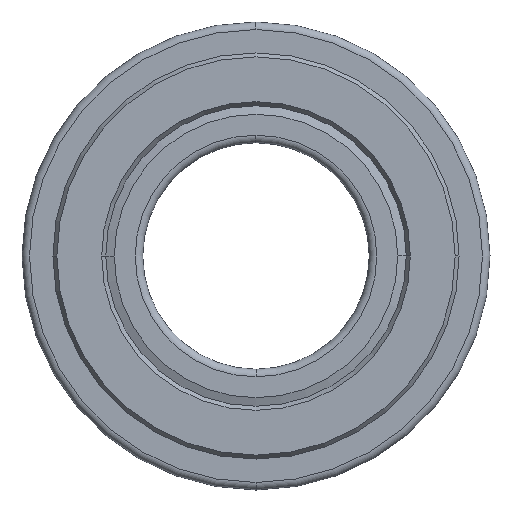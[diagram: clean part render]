
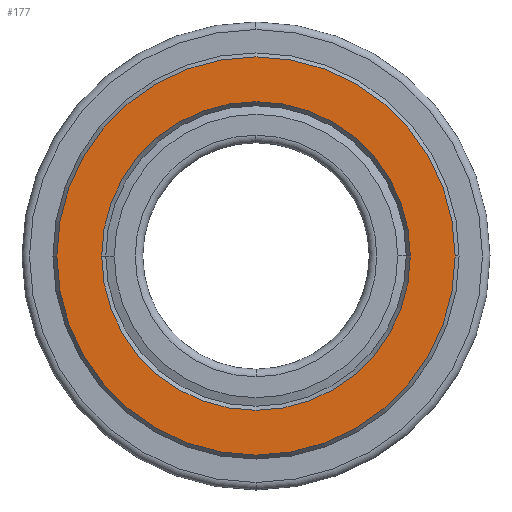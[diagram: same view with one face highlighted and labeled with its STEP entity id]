
A CAD part, left-side view. The second image highlights one B-rep face of the part: STEP entity #177.
In plain terms, the highlighted planar face has unit normal (-1, 0, 0).
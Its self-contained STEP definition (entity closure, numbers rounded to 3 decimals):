
#177=ADVANCED_FACE('',(#395,#396),#397,.T.);
#395=FACE_OUTER_BOUND('',#642,.T.);
#396=FACE_BOUND('',#643,.T.);
#397=PLANE('',#644);
#642=EDGE_LOOP('',(#1434,#1435));
#643=EDGE_LOOP('',(#1436,#1437));
#644=AXIS2_PLACEMENT_3D('',#1438,#1439,#1440);
#1434=ORIENTED_EDGE('',*,*,#1826,.F.);
#1435=ORIENTED_EDGE('',*,*,#1856,.F.);
#1436=ORIENTED_EDGE('',*,*,#1855,.T.);
#1437=ORIENTED_EDGE('',*,*,#1829,.T.);
#1438=CARTESIAN_POINT('',(0.,23.414,0.0));
#1439=DIRECTION('',(-1.0,0.0,0.0));
#1440=DIRECTION('',(0.0,-1.0,0.0));
#1826=EDGE_CURVE('',#2245,#2247,#2248,.T.);
#1829=EDGE_CURVE('',#2253,#2250,#2254,.T.);
#1855=EDGE_CURVE('',#2250,#2253,#2293,.T.);
#1856=EDGE_CURVE('',#2247,#2245,#2294,.T.);
#2245=VERTEX_POINT('',#2850);
#2247=VERTEX_POINT('',#2853);
#2248=CIRCLE('',#2854,26.379);
#2250=VERTEX_POINT('',#2857);
#2253=VERTEX_POINT('',#2861);
#2254=CIRCLE('',#2862,20.448);
#2293=CIRCLE('',#2912,20.448);
#2294=CIRCLE('',#2913,26.379);
#2850=CARTESIAN_POINT('',(0.,26.379,0.0));
#2853=CARTESIAN_POINT('',(0.,-26.379,0.));
#2854=AXIS2_PLACEMENT_3D('',#3529,#3530,#3531);
#2857=CARTESIAN_POINT('',(0.,20.448,0.0));
#2861=CARTESIAN_POINT('',(0.,-20.448,0.));
#2862=AXIS2_PLACEMENT_3D('',#3534,#3535,#3536);
#2912=AXIS2_PLACEMENT_3D('',#3590,#3591,#3592);
#2913=AXIS2_PLACEMENT_3D('',#3593,#3594,#3595);
#3529=CARTESIAN_POINT('',(0.,0.0,0.0));
#3530=DIRECTION('',(1.0,0.0,0.0));
#3531=DIRECTION('',(0.0,1.0,0.0));
#3534=CARTESIAN_POINT('',(0.,0.0,0.0));
#3535=DIRECTION('',(1.0,0.0,0.0));
#3536=DIRECTION('',(0.0,1.0,0.0));
#3590=CARTESIAN_POINT('',(0.,0.0,0.0));
#3591=DIRECTION('',(1.0,0.0,0.0));
#3592=DIRECTION('',(0.0,1.0,0.0));
#3593=CARTESIAN_POINT('',(0.,0.0,0.0));
#3594=DIRECTION('',(1.0,0.0,0.0));
#3595=DIRECTION('',(0.0,1.0,0.0));
